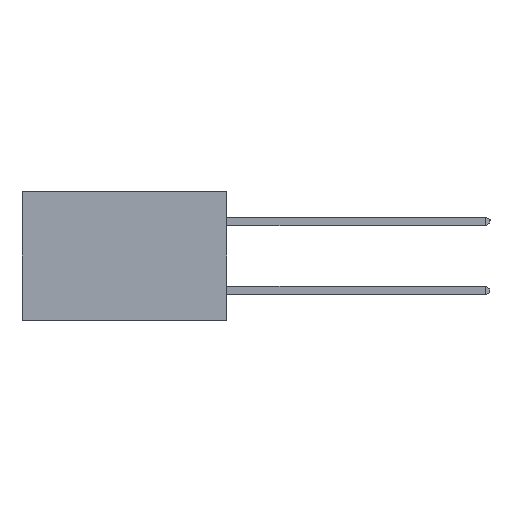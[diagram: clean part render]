
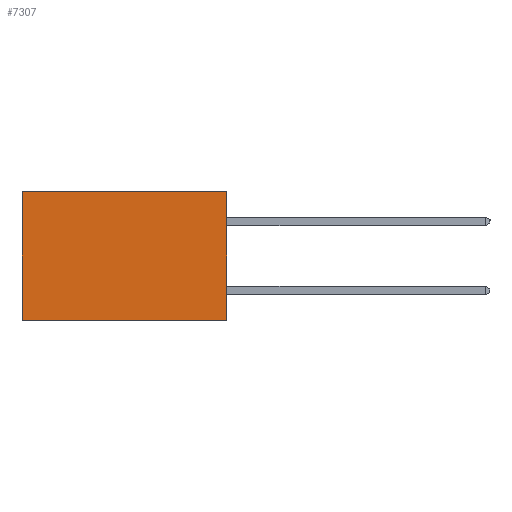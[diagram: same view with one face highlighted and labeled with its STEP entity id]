
A CAD part, left-side view. The second image highlights one B-rep face of the part: STEP entity #7307.
In plain terms, the highlighted planar face has unit normal (-1, 0, 0).
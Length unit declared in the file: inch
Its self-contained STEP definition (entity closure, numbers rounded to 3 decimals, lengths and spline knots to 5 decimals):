
#64 = LINE ( 'NONE', #320, #7880 ) ;
#320 = CARTESIAN_POINT ( 'NONE',  ( 0.277, 0., -0.37 ) ) ;
#350 = LINE ( 'NONE', #3921, #5171 ) ;
#938 = ORIENTED_EDGE ( 'NONE', *, *, #6314, .T. ) ;
#1178 = DIRECTION ( 'NONE',  ( 0., 1., 0. ) ) ;
#1546 = CARTESIAN_POINT ( 'NONE',  ( 0.277, 0., 0. ) ) ;
#1595 = VECTOR ( 'NONE', #1178, 39.37008 ) ;
#2337 = VERTEX_POINT ( 'NONE', #9672 ) ;
#2622 = ORIENTED_EDGE ( 'NONE', *, *, #5031, .T. ) ;
#2971 = ORIENTED_EDGE ( 'NONE', *, *, #6970, .F. ) ;
#3612 = ORIENTED_EDGE ( 'NONE', *, *, #6069, .F. ) ;
#3707 = FACE_OUTER_BOUND ( 'NONE', #6207, .T. ) ;
#3921 = CARTESIAN_POINT ( 'NONE',  ( 0.277, 0., -0.37 ) ) ;
#4312 = DIRECTION ( 'NONE',  ( 0., 0., -1. ) ) ;
#4427 = DIRECTION ( 'NONE',  ( 1., 0., 0. ) ) ;
#4438 = CARTESIAN_POINT ( 'NONE',  ( 0.277, 0., -0.37 ) ) ;
#4519 = PLANE ( 'NONE',  #10429 ) ;
#4700 = VECTOR ( 'NONE', #10244, 39.37008 ) ;
#5020 = LINE ( 'NONE', #10425, #4700 ) ;
#5031 = EDGE_CURVE ( 'NONE', #10785, #5241, #6709, .T. ) ;
#5171 = VECTOR ( 'NONE', #8276, 39.37008 ) ;
#5241 = VERTEX_POINT ( 'NONE', #8948 ) ;
#6069 = EDGE_CURVE ( 'NONE', #10785, #12930, #64, .T. ) ;
#6207 = EDGE_LOOP ( 'NONE', ( #938, #2971, #3612, #2622 ) ) ;
#6314 = EDGE_CURVE ( 'NONE', #5241, #2337, #5020, .T. ) ;
#6709 = LINE ( 'NONE', #1546, #1595 ) ;
#6970 = EDGE_CURVE ( 'NONE', #12930, #2337, #350, .T. ) ;
#7307 = ADVANCED_FACE ( 'NONE', ( #3707 ), #4519, .F. ) ;
#7880 = VECTOR ( 'NONE', #12679, 39.37008 ) ;
#8024 = CARTESIAN_POINT ( 'NONE',  ( 0.277, 0., 0. ) ) ;
#8276 = DIRECTION ( 'NONE',  ( 0., 1., 0. ) ) ;
#8391 = CARTESIAN_POINT ( 'NONE',  ( 0.277, 0., -0.37 ) ) ;
#8948 = CARTESIAN_POINT ( 'NONE',  ( 0.277, 0.59, 0. ) ) ;
#9672 = CARTESIAN_POINT ( 'NONE',  ( 0.277, 0.59, -0.37 ) ) ;
#10244 = DIRECTION ( 'NONE',  ( 0., 0., -1. ) ) ;
#10425 = CARTESIAN_POINT ( 'NONE',  ( 0.277, 0.59, -0.37 ) ) ;
#10429 = AXIS2_PLACEMENT_3D ( 'NONE', #4438, #4427, #4312 ) ;
#10785 = VERTEX_POINT ( 'NONE', #8024 ) ;
#12679 = DIRECTION ( 'NONE',  ( 0., 0., -1. ) ) ;
#12930 = VERTEX_POINT ( 'NONE', #8391 ) ;
